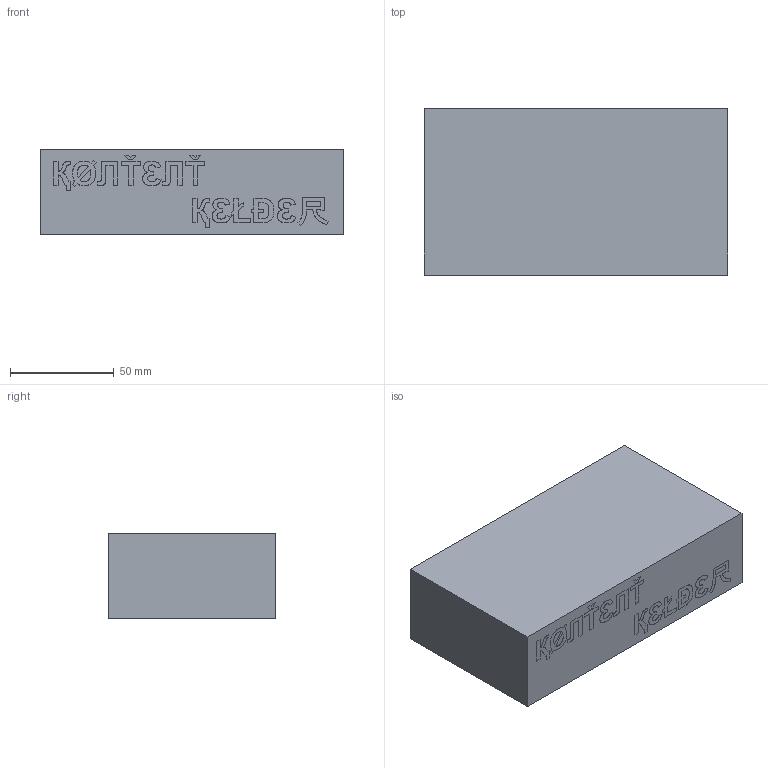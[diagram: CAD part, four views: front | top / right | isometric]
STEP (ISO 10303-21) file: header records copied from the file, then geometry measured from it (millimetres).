
FILE_DESCRIPTION(/* description */ (''),/* implementation_level */ '2;1');
FILE_NAME(/* name */ 'KontentKelder2 v1.stp',/* time_stamp */ '2025-09-12T00:17:31+02:00',/* author */ (''),/* organization */ (''),/* preprocessor_version */ 'ST-DEVELOPER v20.1',/* originating_system */ 'Autodesk Translation Framework v14.10.0.0',/* authorisation */ '');
FILE_SCHEMA (('AUTOMOTIVE_DESIGN { 1 0 10303 214 3 1 1 }'));
Length unit declared in the file: millimetre
Products named in the file (3): KontentKelder2; Component1; Component2
Assembly tree (2 placements, depth 2):
  KontentKelder2
    Component1
    Component2
Bounding box: 146 x 80 x 41 mm (x, y, z)
Volume: 196780 mm3; surface area: 80711.5 mm2
Topology: 20 solids, 20 shells, 622 faces, 1746 edges, 1160 vertices
Faces by surface type: plane 346, bspline 276
Entity records: 20289 total; most frequent: CARTESIAN_POINT 6023, ORIENTED_EDGE 3492, DIRECTION 1893, EDGE_CURVE 1746, LINE 1191, VECTOR 1191, VERTEX_POINT 1160, EDGE_LOOP 656
